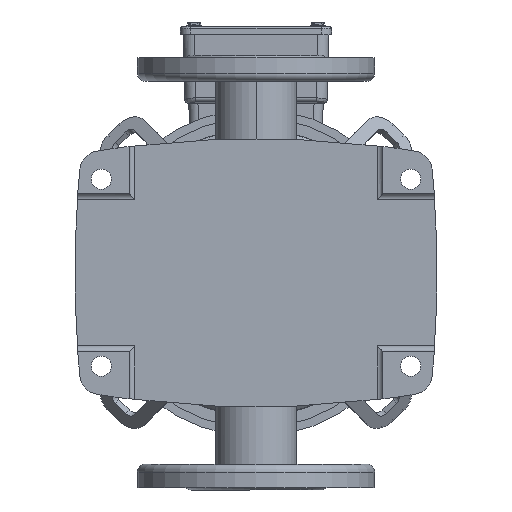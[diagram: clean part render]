
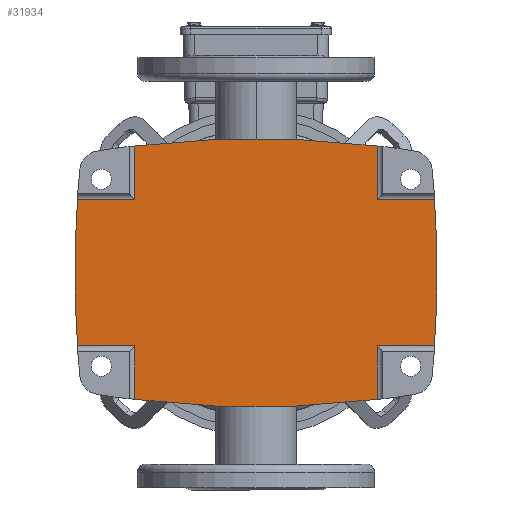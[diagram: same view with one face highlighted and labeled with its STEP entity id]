
A CAD part, front view. The second image highlights one B-rep face of the part: STEP entity #31934.
In plain terms, the highlighted planar face has unit normal (0, -1, 0).
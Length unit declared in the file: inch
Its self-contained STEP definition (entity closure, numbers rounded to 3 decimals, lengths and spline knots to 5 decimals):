
#305 = VERTEX_POINT ( 'NONE', #49026 ) ;
#1781 = CARTESIAN_POINT ( 'NONE',  ( -1.99928, 0.19685, -6.87992 ) ) ;
#2344 = DIRECTION ( 'NONE',  ( 1., 0., 0. ) ) ;
#2576 = DIRECTION ( 'NONE',  ( 0., 0., 1. ) ) ;
#4052 = DIRECTION ( 'NONE',  ( 1., 0., 0. ) ) ;
#5710 = VERTEX_POINT ( 'NONE', #32085 ) ;
#5766 = DIRECTION ( 'NONE',  ( 0., 0., 1. ) ) ;
#6110 = LINE ( 'NONE', #55710, #54223 ) ;
#7626 = DIRECTION ( 'NONE',  ( 0., 0., 1. ) ) ;
#8414 = AXIS2_PLACEMENT_3D ( 'NONE', #8448, #20167, #59381 ) ;
#8448 = CARTESIAN_POINT ( 'NONE',  ( -1.99928, 0.19685, -6.87992 ) ) ;
#8907 = VERTEX_POINT ( 'NONE', #31745 ) ;
#8936 = EDGE_CURVE ( 'NONE', #28430, #8907, #19398, .T. ) ;
#9033 = ORIENTED_EDGE ( 'NONE', *, *, #13479, .F. ) ;
#9702 = VECTOR ( 'NONE', #29899, 39.37008 ) ;
#11013 = EDGE_CURVE ( 'NONE', #23768, #23134, #24326, .T. ) ;
#11193 = AXIS2_PLACEMENT_3D ( 'NONE', #28077, #17066, #44937 ) ;
#11719 = VECTOR ( 'NONE', #12239, 39.37008 ) ;
#12239 = DIRECTION ( 'NONE',  ( 0., 0., 1. ) ) ;
#12328 = LINE ( 'NONE', #1781, #9702 ) ;
#13479 = EDGE_CURVE ( 'NONE', #45768, #23768, #39782, .T. ) ;
#13512 = CARTESIAN_POINT ( 'NONE',  ( 1.99928, 0.19685, -3.31346 ) ) ;
#13575 = EDGE_CURVE ( 'NONE', #45768, #37779, #56498, .T. ) ;
#14020 = EDGE_CURVE ( 'NONE', #34162, #305, #41432, .T. ) ;
#14512 = VECTOR ( 'NONE', #7626, 39.37008 ) ;
#14984 = VERTEX_POINT ( 'NONE', #56730 ) ;
#15031 = CARTESIAN_POINT ( 'NONE',  ( -3.46496, 0.19685, -3.31346 ) ) ;
#15555 = DIRECTION ( 'NONE',  ( 0., 0., 1. ) ) ;
#17066 = DIRECTION ( 'NONE',  ( 0., -1., 0. ) ) ;
#17612 = CARTESIAN_POINT ( 'NONE',  ( 3.46496, 0.19685, 3.31346 ) ) ;
#18571 = ORIENTED_EDGE ( 'NONE', *, *, #40329, .F. ) ;
#19350 = VERTEX_POINT ( 'NONE', #15031 ) ;
#19398 = CIRCLE ( 'NONE', #53557, 28.05268 ) ;
#19455 = CIRCLE ( 'NONE', #11193, 28.05268 ) ;
#19753 = LINE ( 'NONE', #57579, #14512 ) ;
#20167 = DIRECTION ( 'NONE',  ( 0., 1., 0. ) ) ;
#20355 = LINE ( 'NONE', #69258, #30837 ) ;
#20466 = LINE ( 'NONE', #33740, #11719 ) ;
#20862 = CARTESIAN_POINT ( 'NONE',  ( -4.59646, 0.19685, -3.31346 ) ) ;
#22690 = DIRECTION ( 'NONE',  ( 0., 1., 0. ) ) ;
#23134 = VERTEX_POINT ( 'NONE', #39657 ) ;
#23141 = VECTOR ( 'NONE', #4052, 39.37008 ) ;
#23768 = VERTEX_POINT ( 'NONE', #17612 ) ;
#24326 = CIRCLE ( 'NONE', #48480, 26.77315 ) ;
#24554 = CARTESIAN_POINT ( 'NONE',  ( -4.59646, 0.19685, 3.31346 ) ) ;
#24810 = ORIENTED_EDGE ( 'NONE', *, *, #51373, .T. ) ;
#25952 = VERTEX_POINT ( 'NONE', #61671 ) ;
#26412 = EDGE_CURVE ( 'NONE', #28430, #69914, #20466, .T. ) ;
#26487 = CIRCLE ( 'NONE', #50651, 28.05268 ) ;
#26694 = VECTOR ( 'NONE', #36735, 39.37008 ) ;
#28077 = CARTESIAN_POINT ( 'NONE',  ( 0., 0.19685, -23.10236 ) ) ;
#28430 = VERTEX_POINT ( 'NONE', #53808 ) ;
#29899 = DIRECTION ( 'NONE',  ( 0., 0., 1. ) ) ;
#30837 = VECTOR ( 'NONE', #40814, 39.37008 ) ;
#31301 = EDGE_CURVE ( 'NONE', #25952, #305, #19753, .T. ) ;
#31745 = CARTESIAN_POINT ( 'NONE',  ( 0., 0.19685, -4.95031 ) ) ;
#31934 = ADVANCED_FACE ( 'NONE', ( #58322 ), #36297, .F. ) ;
#32085 = CARTESIAN_POINT ( 'NONE',  ( -1.99928, 0.19685, -3.31346 ) ) ;
#33182 = EDGE_LOOP ( 'NONE', ( #42130, #40182, #43580, #24810, #61127, #18571, #70464, #34569, #43966, #39679, #9033, #49896, #72384, #38136 ) ) ;
#33740 = CARTESIAN_POINT ( 'NONE',  ( 1.99928, 0.19685, -6.87992 ) ) ;
#34162 = VERTEX_POINT ( 'NONE', #53247 ) ;
#34569 = ORIENTED_EDGE ( 'NONE', *, *, #26412, .T. ) ;
#36297 = PLANE ( 'NONE',  #8414 ) ;
#36719 = CARTESIAN_POINT ( 'NONE',  ( 0., 0.19685, -23.10236 ) ) ;
#36735 = DIRECTION ( 'NONE',  ( 0., 0., 1. ) ) ;
#37287 = CARTESIAN_POINT ( 'NONE',  ( -3.46496, 0.19685, 3.31346 ) ) ;
#37779 = VERTEX_POINT ( 'NONE', #38182 ) ;
#38136 = ORIENTED_EDGE ( 'NONE', *, *, #14020, .T. ) ;
#38182 = CARTESIAN_POINT ( 'NONE',  ( 1.99928, 0.19685, 4.87898 ) ) ;
#39657 = CARTESIAN_POINT ( 'NONE',  ( 3.46496, 0.19685, -3.31346 ) ) ;
#39679 = ORIENTED_EDGE ( 'NONE', *, *, #11013, .F. ) ;
#39782 = LINE ( 'NONE', #24554, #41570 ) ;
#40182 = ORIENTED_EDGE ( 'NONE', *, *, #49436, .F. ) ;
#40329 = EDGE_CURVE ( 'NONE', #8907, #14984, #26487, .T. ) ;
#40814 = DIRECTION ( 'NONE',  ( 1., 0., 0. ) ) ;
#41432 = CIRCLE ( 'NONE', #65682, 28.05268 ) ;
#41570 = VECTOR ( 'NONE', #2344, 39.37008 ) ;
#42130 = ORIENTED_EDGE ( 'NONE', *, *, #31301, .F. ) ;
#43580 = ORIENTED_EDGE ( 'NONE', *, *, #46757, .T. ) ;
#43966 = ORIENTED_EDGE ( 'NONE', *, *, #62189, .T. ) ;
#44937 = DIRECTION ( 'NONE',  ( 0., 0., 1. ) ) ;
#45768 = VERTEX_POINT ( 'NONE', #58913 ) ;
#46757 = EDGE_CURVE ( 'NONE', #47777, #19350, #61506, .T. ) ;
#47106 = CARTESIAN_POINT ( 'NONE',  ( -23.10236, 0.19685, 0. ) ) ;
#47777 = VERTEX_POINT ( 'NONE', #37287 ) ;
#48480 = AXIS2_PLACEMENT_3D ( 'NONE', #47106, #59387, #5766 ) ;
#49026 = CARTESIAN_POINT ( 'NONE',  ( -1.99928, 0.19685, 4.87898 ) ) ;
#49436 = EDGE_CURVE ( 'NONE', #47777, #25952, #6110, .T. ) ;
#49504 = DIRECTION ( 'NONE',  ( 0., 1., 0. ) ) ;
#49896 = ORIENTED_EDGE ( 'NONE', *, *, #13575, .T. ) ;
#50651 = AXIS2_PLACEMENT_3D ( 'NONE', #60109, #49504, #15555 ) ;
#51373 = EDGE_CURVE ( 'NONE', #19350, #5710, #67833, .T. ) ;
#53247 = CARTESIAN_POINT ( 'NONE',  ( 0., 0.19685, 4.95031 ) ) ;
#53557 = AXIS2_PLACEMENT_3D ( 'NONE', #67494, #22690, #72376 ) ;
#53808 = CARTESIAN_POINT ( 'NONE',  ( 1.99928, 0.19685, -4.87898 ) ) ;
#54223 = VECTOR ( 'NONE', #61347, 39.37008 ) ;
#54767 = CARTESIAN_POINT ( 'NONE',  ( 23.10236, 0.19685, 0. ) ) ;
#55710 = CARTESIAN_POINT ( 'NONE',  ( -4.59646, 0.19685, 3.31346 ) ) ;
#56498 = LINE ( 'NONE', #70309, #26694 ) ;
#56730 = CARTESIAN_POINT ( 'NONE',  ( -1.99928, 0.19685, -4.87898 ) ) ;
#57579 = CARTESIAN_POINT ( 'NONE',  ( -1.99928, 0.19685, -6.87992 ) ) ;
#58322 = FACE_OUTER_BOUND ( 'NONE', #33182, .T. ) ;
#58913 = CARTESIAN_POINT ( 'NONE',  ( 1.99928, 0.19685, 3.31346 ) ) ;
#59381 = DIRECTION ( 'NONE',  ( 0., 0., 1. ) ) ;
#59387 = DIRECTION ( 'NONE',  ( 0., 1., 0. ) ) ;
#60109 = CARTESIAN_POINT ( 'NONE',  ( 0., 0.19685, 23.10236 ) ) ;
#60418 = DIRECTION ( 'NONE',  ( 0., -1., 0. ) ) ;
#61127 = ORIENTED_EDGE ( 'NONE', *, *, #63169, .F. ) ;
#61347 = DIRECTION ( 'NONE',  ( 1., 0., 0. ) ) ;
#61506 = CIRCLE ( 'NONE', #67959, 26.77315 ) ;
#61671 = CARTESIAN_POINT ( 'NONE',  ( -1.99928, 0.19685, 3.31346 ) ) ;
#62189 = EDGE_CURVE ( 'NONE', #69914, #23134, #20355, .T. ) ;
#63169 = EDGE_CURVE ( 'NONE', #14984, #5710, #12328, .T. ) ;
#64237 = DIRECTION ( 'NONE',  ( 0., -1., 0. ) ) ;
#64834 = DIRECTION ( 'NONE',  ( 0., 0., 1. ) ) ;
#65682 = AXIS2_PLACEMENT_3D ( 'NONE', #36719, #64237, #2576 ) ;
#67494 = CARTESIAN_POINT ( 'NONE',  ( 0., 0.19685, 23.10236 ) ) ;
#67833 = LINE ( 'NONE', #20862, #23141 ) ;
#67959 = AXIS2_PLACEMENT_3D ( 'NONE', #54767, #60418, #64834 ) ;
#69258 = CARTESIAN_POINT ( 'NONE',  ( -4.59646, 0.19685, -3.31346 ) ) ;
#69914 = VERTEX_POINT ( 'NONE', #13512 ) ;
#70309 = CARTESIAN_POINT ( 'NONE',  ( 1.99928, 0.19685, -6.87992 ) ) ;
#70464 = ORIENTED_EDGE ( 'NONE', *, *, #8936, .F. ) ;
#70683 = EDGE_CURVE ( 'NONE', #37779, #34162, #19455, .T. ) ;
#72376 = DIRECTION ( 'NONE',  ( 0., 0., 1. ) ) ;
#72384 = ORIENTED_EDGE ( 'NONE', *, *, #70683, .T. ) ;
